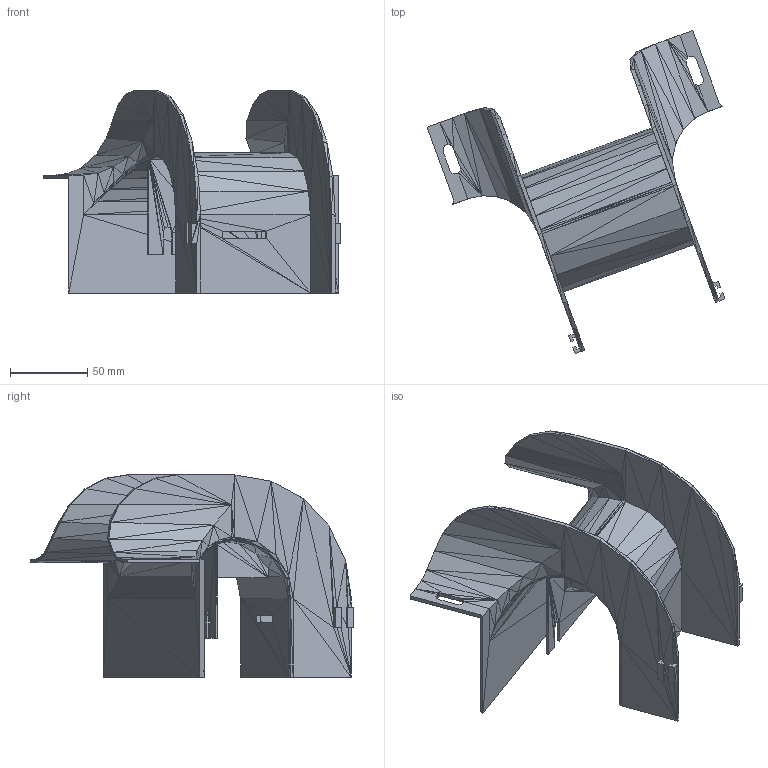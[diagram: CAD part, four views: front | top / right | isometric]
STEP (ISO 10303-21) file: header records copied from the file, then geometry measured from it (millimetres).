
FILE_DESCRIPTION(('FreeCAD Model'),'2;1');
FILE_NAME('Open CASCADE Shape Model','2022-11-28T15:15:56',('Author'),( ''),'Open CASCADE STEP processor 7.6','FreeCAD','Unknown');
FILE_SCHEMA(('AUTOMOTIVE_DESIGN { 1 0 10303 214 1 1 1 1 }'));
Length unit declared in the file: millimetre
Products named in the file (1): _0mm_cable_exit001001 (Solid)
Bounding box: 192.33 x 208.59 x 130.5 mm (x, y, z)
Volume: 138141.2 mm3; surface area: 122006.7 mm2
Topology: 1 solids, 1 shells, 709 faces, 1140 edges, 428 vertices
Faces by surface type: plane 709
Entity records: 29360 total; most frequent: DIRECTION 4840, CARTESIAN_POINT 4558, LINE 3420, VECTOR 3420, ORIENTED_EDGE 2280, PCURVE 2280, DEFINITIONAL_REPRESENTATION 2280, EDGE_CURVE 1140
